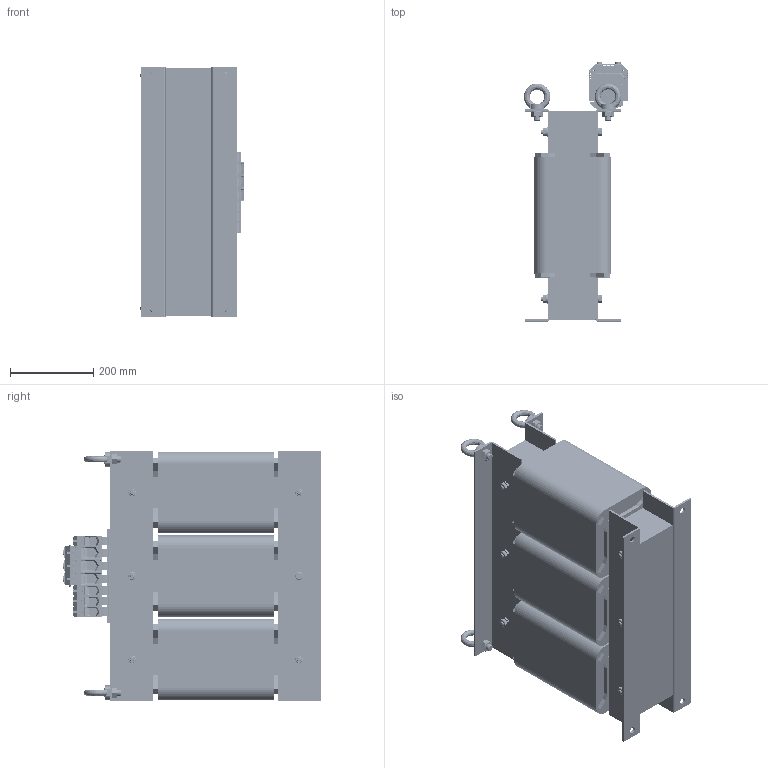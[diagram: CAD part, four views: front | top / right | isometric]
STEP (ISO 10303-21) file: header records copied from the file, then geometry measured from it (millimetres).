
FILE_DESCRIPTION(/* description */ (''),/* implementation_level */ '2;1');
FILE_NAME(/* name */ 'XMN02416620.stp',/* time_stamp */ '2023-03-27T10:23:09+02:00',/* author */ ('velazquez'),/* organization */ (''),/* preprocessor_version */ 'ST-DEVELOPER v19.2',/* originating_system */ 'Autodesk Inventor 2023',/* authorisation */ '');
FILE_SCHEMA (('AUTOMOTIVE_DESIGN { 1 0 10303 214 3 1 1 }'));
Products named in the file (18): XMN02416620; 3UI300 500 x 500 - 110; CARRETE MECANO 100X110; BASE MECANO 100X110; BARRA MECANO 100X110; bobina 100x110; RC100; centrador M10; DIN 125 - A 10,5; DIN 933 - M10  x 140; DIN 934 - M10; FICHA 150 3 GRIS FICHA 95 3 GRIS 1 AZUL 95; 1124_RK_150; carril 9 agujeros; FICHA 95; FICHA 95 AZUL; DIN 580 - M16; DIN 934 - M16
Assembly tree (68 placements, depth 3):
  XMN02416620
    3UI300 500 x 500 - 110
    CARRETE MECANO 100X110  x3
      BASE MECANO 100X110
      BARRA MECANO 100X110
      bobina 100x110
    RC100  x4
    centrador M10  x12
    DIN 125 - A 10,5  x12
    DIN 933 - M10  x 140  x6
    DIN 934 - M10  x6
    FICHA 150 3 GRIS FICHA 95 3 GRIS 1 AZUL 95
      1124_RK_150  x3
      carril 9 agujeros
      FICHA 95  x3
      FICHA 95 AZUL
    DIN 580 - M16  x4
    DIN 934 - M16  x4
Bounding box: 249.48 x 621 x 600 mm (x, y, z)
Volume: 43550098.7 mm3; surface area: 3423974.2 mm2
Topology: 91 solids, 91 shells, 7846 faces, 21398 edges, 13627 vertices
Faces by surface type: plane 4670, cylinder 2332, torus 302, cone 294, sphere 148, bspline 100
Full cylindrical faces by diameter (mm): 2.5 x50, 2.761 x6, 2.961 x6, 4.596 x6, 4.6 x4, 5 x6, 6.5 x14, 8 x8, 8.376 x6, 9.188 x6, 10 x30, 10.5 x12, 11.5 x12, 13.835 x4, 14.8 x4, 15.4 x6, 15.5 x8, 16 x4, 17 x12, 20 x12, 21 x6, 23 x12
Entity records: 100848 total; most frequent: CARTESIAN_POINT 19515, ORIENTED_EDGE 16418, DIRECTION 16295, EDGE_CURVE 8209, LINE 5739, VECTOR 5739, AXIS2_PLACEMENT_3D 5278, VERTEX_POINT 5243
